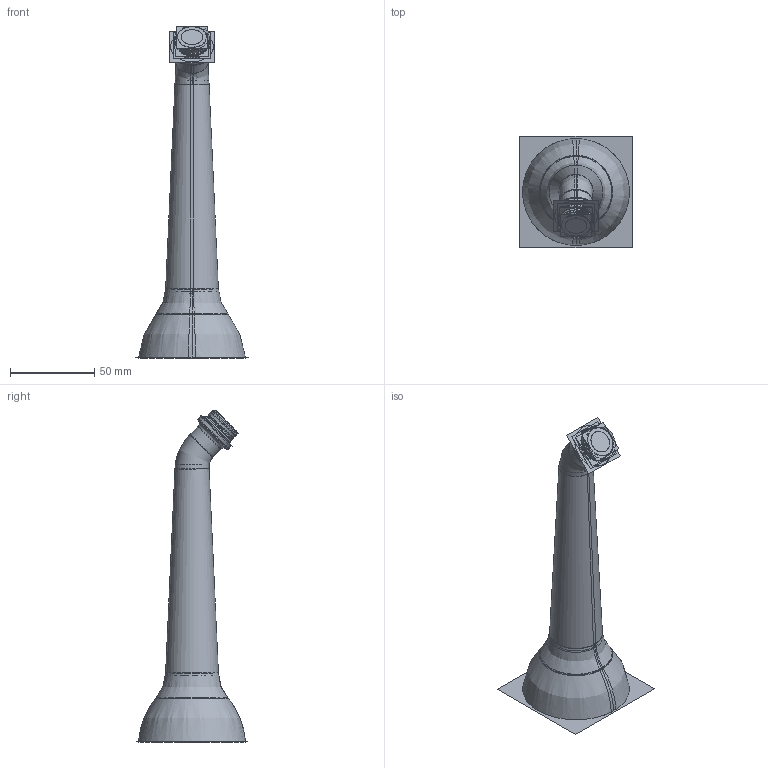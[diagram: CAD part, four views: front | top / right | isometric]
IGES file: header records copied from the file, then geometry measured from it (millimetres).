
Start section:  PTC IGES file: 208_asm.igs
Global section: file name: 208_asm.igs; native system: Creo Parametric by PTC Inc.; preprocessor: 2018400; author: rsmith; organization: Unknown; date: 20210827.133635; units: inch
Bounding box: 66.71 x 66.04 x 197.47 mm (x, y, z)
Surface area: 44067.2 mm2 (no closed solid volume)
Topology: 0 solids, 0 shells, 94 faces, 940 edges, 1092 vertices
Faces by surface type: revolution 52, bspline 42
